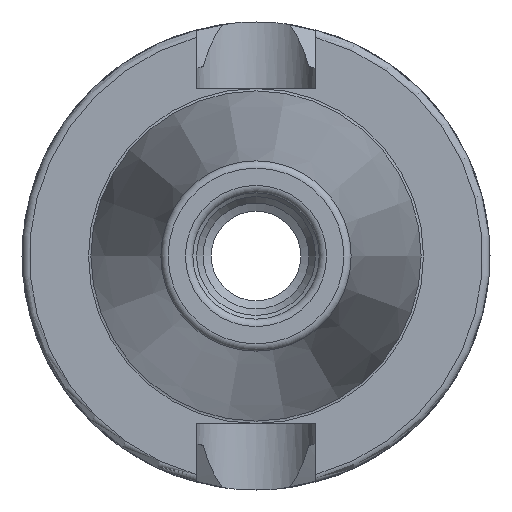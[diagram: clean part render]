
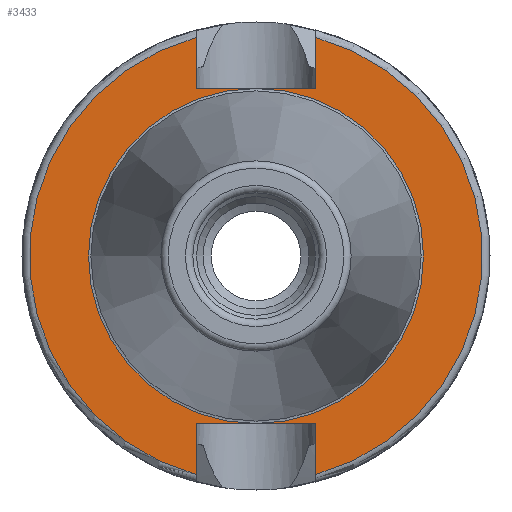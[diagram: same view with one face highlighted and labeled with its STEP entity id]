
A CAD part, left-side view. The second image highlights one B-rep face of the part: STEP entity #3433.
In plain terms, the highlighted planar face has unit normal (-1, 0, 0).
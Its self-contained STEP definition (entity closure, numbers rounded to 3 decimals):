
#272=CARTESIAN_POINT('',(2.,8.05,-22.6));
#273=VERTEX_POINT('',#272);
#280=CARTESIAN_POINT('',(2.,8.05,-29.418));
#281=VERTEX_POINT('',#280);
#282=CARTESIAN_POINT('',(2.,8.05,-29.418));
#283=DIRECTION('',(0.0,0.0,1.0));
#284=VECTOR('',#283,6.818);
#285=LINE('',#282,#284);
#286=EDGE_CURVE('',#281,#273,#285,.T.);
#363=CARTESIAN_POINT('',(2.,-8.05,-29.418));
#364=VERTEX_POINT('',#363);
#378=CARTESIAN_POINT('',(2.,-8.05,-22.6));
#379=VERTEX_POINT('',#378);
#380=CARTESIAN_POINT('',(2.,-8.05,-22.6));
#381=DIRECTION('',(0.0,0.0,-1.0));
#382=VECTOR('',#381,6.818);
#383=LINE('',#380,#382);
#384=EDGE_CURVE('',#379,#364,#383,.T.);
#404=CARTESIAN_POINT('',(2.,8.05,-22.6));
#405=DIRECTION('',(0.0,-1.0,0.0));
#406=VECTOR('',#405,16.1);
#407=LINE('',#404,#406);
#408=EDGE_CURVE('',#273,#379,#407,.T.);
#563=CARTESIAN_POINT('',(2.,8.05,29.418));
#564=VERTEX_POINT('',#563);
#565=CARTESIAN_POINT('',(2.,0.0,0.0));
#566=DIRECTION('',(1.0,0.0,0.0));
#567=DIRECTION('',(0.0,1.0,0.0));
#568=AXIS2_PLACEMENT_3D('',#565,#566,#567);
#569=CIRCLE('',#568,30.5);
#570=EDGE_CURVE('',#281,#564,#569,.T.);
#652=CARTESIAN_POINT('',(2.,8.05,22.6));
#653=VERTEX_POINT('',#652);
#654=CARTESIAN_POINT('',(2.,8.05,22.6));
#655=DIRECTION('',(0.0,0.0,1.0));
#656=VECTOR('',#655,6.818);
#657=LINE('',#654,#656);
#658=EDGE_CURVE('',#653,#564,#657,.T.);
#726=CARTESIAN_POINT('',(2.,-8.05,29.418));
#727=VERTEX_POINT('',#726);
#771=CARTESIAN_POINT('',(2.,-8.05,22.6));
#772=VERTEX_POINT('',#771);
#779=CARTESIAN_POINT('',(2.,-8.05,29.418));
#780=DIRECTION('',(0.0,0.0,-1.0));
#781=VECTOR('',#780,6.818);
#782=LINE('',#779,#781);
#783=EDGE_CURVE('',#727,#772,#782,.T.);
#796=CARTESIAN_POINT('',(2.,-8.05,22.6));
#797=DIRECTION('',(0.0,1.0,0.0));
#798=VECTOR('',#797,16.1);
#799=LINE('',#796,#798);
#800=EDGE_CURVE('',#772,#653,#799,.T.);
#2658=CARTESIAN_POINT('',(2.,0.0,0.0));
#2659=DIRECTION('',(1.0,0.0,0.0));
#2660=DIRECTION('',(0.0,1.0,0.0));
#2661=AXIS2_PLACEMENT_3D('',#2658,#2659,#2660);
#2662=CIRCLE('',#2661,30.5);
#2663=EDGE_CURVE('',#727,#364,#2662,.T.);
#3400=CARTESIAN_POINT('',(2.,22.55,0.0));
#3401=VERTEX_POINT('',#3400);
#3402=CARTESIAN_POINT('',(2.,0.0,0.0));
#3403=DIRECTION('',(1.0,0.0,0.0));
#3404=DIRECTION('',(0.0,1.0,0.0));
#3405=AXIS2_PLACEMENT_3D('',#3402,#3403,#3404);
#3406=CIRCLE('',#3405,22.55);
#3407=EDGE_CURVE('',#3401,#3401,#3406,.T.);
#3415=CARTESIAN_POINT('',(2.,26.525,0.0));
#3416=DIRECTION('',(-1.0,0.0,0.0));
#3417=DIRECTION('',(0.0,0.0,1.0));
#3418=AXIS2_PLACEMENT_3D('',#3415,#3416,#3417);
#3419=PLANE('',#3418);
#3420=ORIENTED_EDGE('',*,*,#384,.T.);
#3421=ORIENTED_EDGE('',*,*,#2663,.F.);
#3422=ORIENTED_EDGE('',*,*,#783,.T.);
#3423=ORIENTED_EDGE('',*,*,#800,.T.);
#3424=ORIENTED_EDGE('',*,*,#658,.T.);
#3425=ORIENTED_EDGE('',*,*,#570,.F.);
#3426=ORIENTED_EDGE('',*,*,#286,.T.);
#3427=ORIENTED_EDGE('',*,*,#408,.T.);
#3428=EDGE_LOOP('',(#3420,#3421,#3422,#3423,#3424,#3425,#3426,#3427));
#3429=FACE_OUTER_BOUND('',#3428,.T.);
#3430=ORIENTED_EDGE('',*,*,#3407,.T.);
#3431=EDGE_LOOP('',(#3430));
#3432=FACE_BOUND('',#3431,.T.);
#3433=ADVANCED_FACE('',(#3429,#3432),#3419,.T.);
